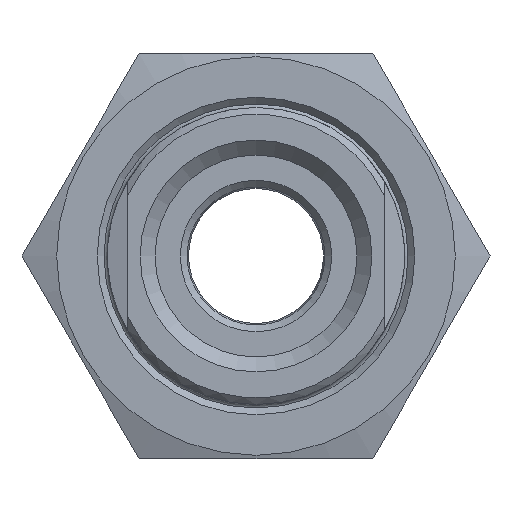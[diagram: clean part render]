
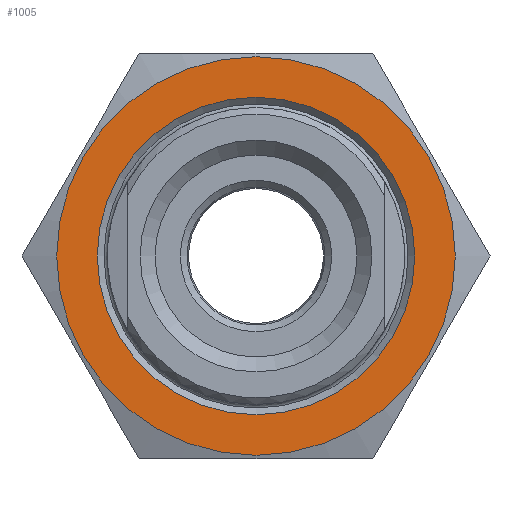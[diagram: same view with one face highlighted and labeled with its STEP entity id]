
A CAD part, left-side view. The second image highlights one B-rep face of the part: STEP entity #1005.
In plain terms, the highlighted planar face has unit normal (-1, 0, 0).
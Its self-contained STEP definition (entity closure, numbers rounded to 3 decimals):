
#73=FACE_BOUND('',#196,.T.);
#88=PLANE('',#1151);
#130=FACE_OUTER_BOUND('',#195,.T.);
#195=EDGE_LOOP('',(#726));
#196=EDGE_LOOP('',(#727));
#357=CIRCLE('',#1141,14.75);
#358=CIRCLE('',#1146,11.75);
#444=VERTEX_POINT('',#1699);
#445=VERTEX_POINT('',#1710);
#546=EDGE_CURVE('',#444,#444,#357,.T.);
#551=EDGE_CURVE('',#445,#445,#358,.T.);
#726=ORIENTED_EDGE('',*,*,#546,.T.);
#727=ORIENTED_EDGE('',*,*,#551,.F.);
#1005=ADVANCED_FACE('',(#130,#73),#88,.F.);
#1141=AXIS2_PLACEMENT_3D('',#1701,#1309,#1310);
#1146=AXIS2_PLACEMENT_3D('',#1711,#1323,#1324);
#1151=AXIS2_PLACEMENT_3D('',#1721,#1335,#1336);
#1309=DIRECTION('center_axis',(-1.,0.,0.));
#1310=DIRECTION('ref_axis',(0.,1.,0.));
#1323=DIRECTION('center_axis',(-1.,0.,0.));
#1324=DIRECTION('ref_axis',(0.,-1.,0.));
#1335=DIRECTION('center_axis',(1.,0.,0.));
#1336=DIRECTION('ref_axis',(0.,0.,-1.));
#1699=CARTESIAN_POINT('',(-15.,-14.75,0.));
#1701=CARTESIAN_POINT('Origin',(-15.,0.,0.));
#1710=CARTESIAN_POINT('',(-15.,11.75,0.));
#1711=CARTESIAN_POINT('Origin',(-15.,0.,0.));
#1721=CARTESIAN_POINT('Origin',(-15.,0.,0.));
